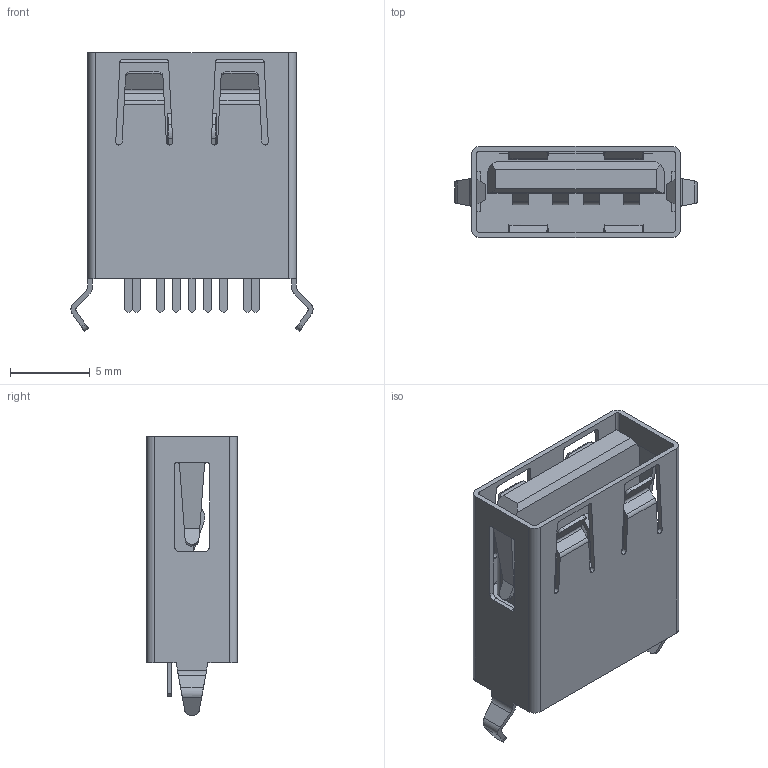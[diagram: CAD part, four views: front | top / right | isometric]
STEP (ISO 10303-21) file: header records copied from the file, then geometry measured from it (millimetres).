
FILE_DESCRIPTION (( 'STEP AP214' ), '1' );
FILE_NAME ('USB-3.0-TH_USB-302LD-ARW.step', '2022-07-15T08:01:21', ( '' ), ( '' ), 'SwSTEP 2.0', 'SolidWorks 2020', '' );
FILE_SCHEMA (( 'AUTOMOTIVE_DESIGN' ));
Length unit declared in the file: millimetre
Products named in the file (1): USB-3.0-TH_USB-302LD-ARW
Bounding box: 15.2 x 5.72 x 17.5 mm (x, y, z)
Volume: 718.5 mm3; surface area: 1715.5 mm2
Topology: 6 solids, 6 shells, 632 faces, 1741 edges, 1158 vertices
Faces by surface type: plane 411, bspline 112, cylinder 109
Entity records: 27537 total; most frequent: CARTESIAN_POINT 5927, ORIENTED_EDGE 3482, DIRECTION 2585, EDGE_CURVE 1741, LINE 1293, VECTOR 1293, VERTEX_POINT 1158, EDGE_LOOP 683
